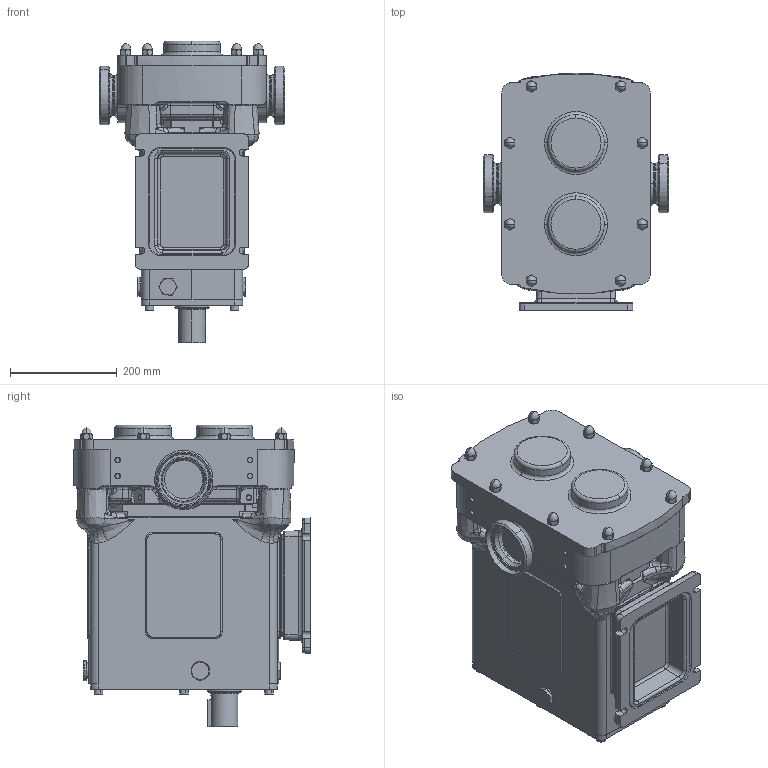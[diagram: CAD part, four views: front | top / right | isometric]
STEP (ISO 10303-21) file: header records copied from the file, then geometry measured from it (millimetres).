
FILE_DESCRIPTION (( 'STEP AP214' ), '1' );
FILE_NAME ('GA4515.STEP', '2024-11-06T21:50:51', ( '' ), ( '' ), 'SwSTEP 2.0', 'SolidWorks 2023', '' );
FILE_SCHEMA (( 'AUTOMOTIVE_DESIGN' ));
Length unit declared in the file: millimetre
Products named in the file (3): Copy of Z94-5031-55 - 3 INCH DIN11851^GA4515; GA4515; Copy of R1800 CPP H BSD^GA4515
Assembly tree (3 placements, depth 2):
  GA4515
    Copy of R1800 CPP H BSD^GA4515
    Copy of Z94-5031-55 - 3 INCH DIN11851^GA4515  x2
Bounding box: 349 x 444.75 x 566 mm (x, y, z)
Volume: 37462209.9 mm3; surface area: 1210572.9 mm2
Topology: 13 solids, 13 shells, 1548 faces, 3825 edges, 2287 vertices
Faces by surface type: plane 499, cylinder 367, bspline 343, cone 219, torus 103, sphere 17
Entity records: 61791 total; most frequent: CARTESIAN_POINT 28896, ORIENTED_EDGE 7410, DIRECTION 6193, EDGE_CURVE 3705, AXIS2_PLACEMENT_3D 2427, VERTEX_POINT 2255, EDGE_LOOP 1586, ADVANCED_FACE 1521
